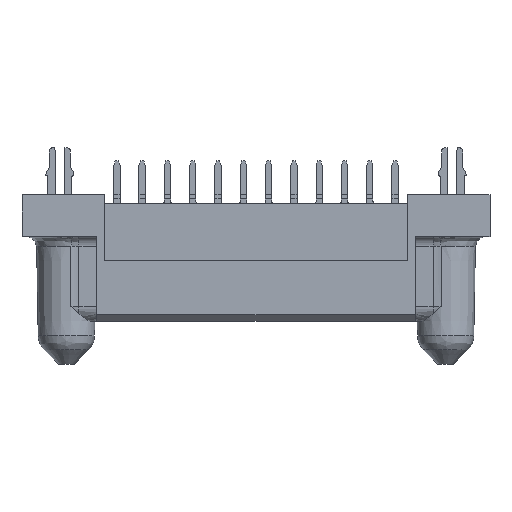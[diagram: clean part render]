
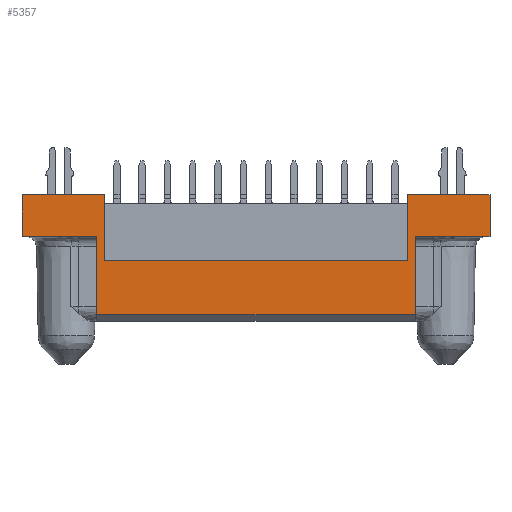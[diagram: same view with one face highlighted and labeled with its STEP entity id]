
A CAD part, top view. The second image highlights one B-rep face of the part: STEP entity #5357.
In plain terms, the highlighted planar face has unit normal (0, 0, 1).
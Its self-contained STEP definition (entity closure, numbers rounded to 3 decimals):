
#1965=CARTESIAN_POINT('',(5.715,6.1,5.97));
#1966=VERTEX_POINT('',#1965);
#1973=CARTESIAN_POINT('',(36.195,6.1,5.97));
#1974=VERTEX_POINT('',#1973);
#1975=CARTESIAN_POINT('',(5.715,6.1,5.97));
#1976=DIRECTION('',(1.,0.,0.));
#1977=VECTOR('',#1976,30.48);
#1978=LINE('',#1975,#1977);
#1979=EDGE_CURVE('',#1966,#1974,#1978,.T.);
#2003=CARTESIAN_POINT('',(4.955,0.65,5.97));
#2004=VERTEX_POINT('',#2003);
#2021=CARTESIAN_POINT('',(36.955,0.65,5.97));
#2022=VERTEX_POINT('',#2021);
#2029=CARTESIAN_POINT('',(36.955,0.65,5.97));
#2030=DIRECTION('',(-1.,0.,0.));
#2031=VECTOR('',#2030,32.);
#2032=LINE('',#2029,#2031);
#2033=EDGE_CURVE('',#2022,#2004,#2032,.T.);
#5247=CARTESIAN_POINT('',(5.715,12.7,5.97));
#5248=VERTEX_POINT('',#5247);
#5255=CARTESIAN_POINT('',(5.715,12.7,5.97));
#5256=DIRECTION('',(0.,-1.,0.));
#5257=VECTOR('',#5256,6.6);
#5258=LINE('',#5255,#5257);
#5259=EDGE_CURVE('',#5248,#1966,#5258,.T.);
#5279=CARTESIAN_POINT('',(20.955,6.675,5.97));
#5280=DIRECTION('',(1.,0.,0.));
#5281=DIRECTION('',(-0.,0.,1.));
#5282=AXIS2_PLACEMENT_3D('',#5279,#5281,#5280);
#5283=PLANE('',#5282);
#5284=ORIENTED_EDGE('',*,*,#5259,.F.);
#5285=CARTESIAN_POINT('',(-2.545,12.7,5.97));
#5286=VERTEX_POINT('',#5285);
#5287=CARTESIAN_POINT('',(5.715,12.7,5.97));
#5288=DIRECTION('',(-1.,0.,0.));
#5289=VECTOR('',#5288,8.26);
#5290=LINE('',#5287,#5289);
#5291=EDGE_CURVE('',#5248,#5286,#5290,.T.);
#5292=ORIENTED_EDGE('',*,*,#5291,.T.);
#5293=CARTESIAN_POINT('',(-2.545,8.5,5.97));
#5294=VERTEX_POINT('',#5293);
#5295=CARTESIAN_POINT('',(-2.545,12.7,5.97));
#5296=DIRECTION('',(0.,-1.,0.));
#5297=VECTOR('',#5296,4.2);
#5298=LINE('',#5295,#5297);
#5299=EDGE_CURVE('',#5286,#5294,#5298,.T.);
#5300=ORIENTED_EDGE('',*,*,#5299,.T.);
#5301=CARTESIAN_POINT('',(4.955,8.5,5.97));
#5302=VERTEX_POINT('',#5301);
#5303=CARTESIAN_POINT('',(-2.545,8.5,5.97));
#5304=DIRECTION('',(1.,0.,0.));
#5305=VECTOR('',#5304,7.5);
#5306=LINE('',#5303,#5305);
#5307=EDGE_CURVE('',#5294,#5302,#5306,.T.);
#5308=ORIENTED_EDGE('',*,*,#5307,.T.);
#5309=CARTESIAN_POINT('',(4.955,8.5,5.97));
#5310=DIRECTION('',(0.,-1.,0.));
#5311=VECTOR('',#5310,7.85);
#5312=LINE('',#5309,#5311);
#5313=EDGE_CURVE('',#5302,#2004,#5312,.T.);
#5314=ORIENTED_EDGE('',*,*,#5313,.T.);
#5315=ORIENTED_EDGE('',*,*,#2033,.F.);
#5316=CARTESIAN_POINT('',(36.955,8.5,5.97));
#5317=VERTEX_POINT('',#5316);
#5318=CARTESIAN_POINT('',(36.955,0.65,5.97));
#5319=DIRECTION('',(0.,1.,0.));
#5320=VECTOR('',#5319,7.85);
#5321=LINE('',#5318,#5320);
#5322=EDGE_CURVE('',#2022,#5317,#5321,.T.);
#5323=ORIENTED_EDGE('',*,*,#5322,.T.);
#5324=CARTESIAN_POINT('',(44.455,8.5,5.97));
#5325=VERTEX_POINT('',#5324);
#5326=CARTESIAN_POINT('',(36.955,8.5,5.97));
#5327=DIRECTION('',(1.,0.,0.));
#5328=VECTOR('',#5327,7.5);
#5329=LINE('',#5326,#5328);
#5330=EDGE_CURVE('',#5317,#5325,#5329,.T.);
#5331=ORIENTED_EDGE('',*,*,#5330,.T.);
#5332=CARTESIAN_POINT('',(44.455,12.7,5.97));
#5333=VERTEX_POINT('',#5332);
#5334=CARTESIAN_POINT('',(44.455,8.5,5.97));
#5335=DIRECTION('',(0.,1.,0.));
#5336=VECTOR('',#5335,4.2);
#5337=LINE('',#5334,#5336);
#5338=EDGE_CURVE('',#5325,#5333,#5337,.T.);
#5339=ORIENTED_EDGE('',*,*,#5338,.T.);
#5340=CARTESIAN_POINT('',(36.195,12.7,5.97));
#5341=VERTEX_POINT('',#5340);
#5342=CARTESIAN_POINT('',(44.455,12.7,5.97));
#5343=DIRECTION('',(-1.,0.,0.));
#5344=VECTOR('',#5343,8.26);
#5345=LINE('',#5342,#5344);
#5346=EDGE_CURVE('',#5333,#5341,#5345,.T.);
#5347=ORIENTED_EDGE('',*,*,#5346,.T.);
#5348=CARTESIAN_POINT('',(36.195,12.7,5.97));
#5349=DIRECTION('',(0.,-1.,0.));
#5350=VECTOR('',#5349,6.6);
#5351=LINE('',#5348,#5350);
#5352=EDGE_CURVE('',#5341,#1974,#5351,.T.);
#5353=ORIENTED_EDGE('',*,*,#5352,.T.);
#5354=ORIENTED_EDGE('',*,*,#1979,.F.);
#5355=EDGE_LOOP('',(#5284,#5292,#5300,#5308,#5314,#5315,#5323,#5331,#5339,#5347,#5353,#5354));
#5356=FACE_OUTER_BOUND('',#5355,.T.);
#5357=ADVANCED_FACE('',(#5356),#5283,.T.);
